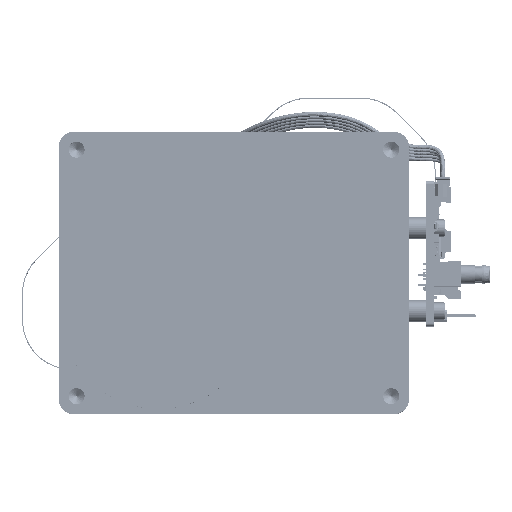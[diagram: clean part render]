
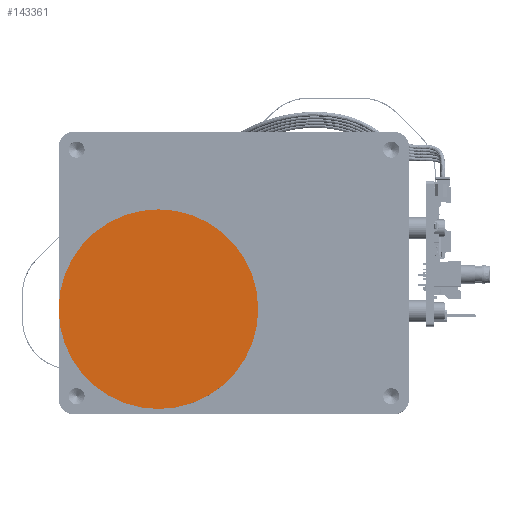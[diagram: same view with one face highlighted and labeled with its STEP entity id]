
A CAD part, top view. The second image highlights one B-rep face of the part: STEP entity #143361.
In plain terms, the highlighted planar face has unit normal (0, 0, 1).
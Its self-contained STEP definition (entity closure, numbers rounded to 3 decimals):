
#37966 = CARTESIAN_POINT ( 'NONE',  ( 218.952, 17.802, -100.851 ) ) ;
#39133 = DIRECTION ( 'NONE',  ( 0., 1., 0. ) ) ;
#43312 = EDGE_LOOP ( 'NONE', ( #174664 ) ) ;
#50843 = CARTESIAN_POINT ( 'NONE',  ( 218.952, 38.302, -100.851 ) ) ;
#54329 = PLANE ( 'NONE',  #160938 ) ;
#64077 = EDGE_CURVE ( 'NONE', #126215, #126215, #91816, .T. ) ;
#73249 = FACE_OUTER_BOUND ( 'NONE', #43312, .T. ) ;
#76941 = DIRECTION ( 'NONE',  ( 0., 0., -1. ) ) ;
#91816 = CIRCLE ( 'NONE', #164207, 20.5 ) ;
#126215 = VERTEX_POINT ( 'NONE', #198542 ) ;
#143361 = ADVANCED_FACE ( 'NONE', ( #73249 ), #54329, .T. ) ;
#160938 = AXIS2_PLACEMENT_3D ( 'NONE', #50843, #177622, #160953 ) ;
#160953 = DIRECTION ( 'NONE',  ( 0., -1., 0. ) ) ;
#164207 = AXIS2_PLACEMENT_3D ( 'NONE', #37966, #76941, #39133 ) ;
#174664 = ORIENTED_EDGE ( 'NONE', *, *, #64077, .F. ) ;
#177622 = DIRECTION ( 'NONE',  ( 0., 0., 1. ) ) ;
#198542 = CARTESIAN_POINT ( 'NONE',  ( 218.952, 38.302, -100.851 ) ) ;
